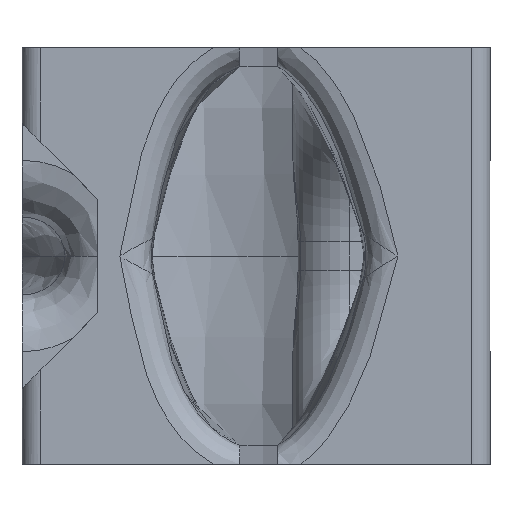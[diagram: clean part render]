
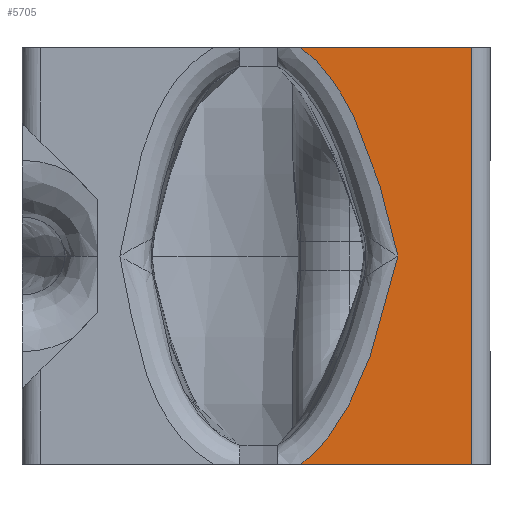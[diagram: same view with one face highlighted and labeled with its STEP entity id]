
A CAD part, left-side view. The second image highlights one B-rep face of the part: STEP entity #5705.
In plain terms, the highlighted planar face has unit normal (-1, 0, 0).
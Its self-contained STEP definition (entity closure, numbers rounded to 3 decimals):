
#56 = ORIENTED_EDGE ( 'NONE', *, *, #4669, .T. ) ;
#65 = CARTESIAN_POINT ( 'NONE',  ( 0., -1.536, 0. ) ) ;
#130 = ORIENTED_EDGE ( 'NONE', *, *, #5764, .T. ) ;
#234 = AXIS2_PLACEMENT_3D ( 'NONE', #1565, #3318, #5593 ) ;
#236 = CARTESIAN_POINT ( 'NONE',  ( 0., -0.518, -3.997 ) ) ;
#278 = FACE_OUTER_BOUND ( 'NONE', #5161, .T. ) ;
#312 = CARTESIAN_POINT ( 'NONE',  ( 0., 3.587, -11. ) ) ;
#525 = B_SPLINE_CURVE_WITH_KNOTS ( 'NONE', 3,
 ( #3300, #3748, #2442, #1088, #1523, #236, #1123, #698, #4642, #1972, #681, #5100, #2419, #312 ),
 .UNSPECIFIED., .F., .F.,
 ( 4, 2, 2, 2, 2, 2, 4 ),
 ( 0., 0.002, 0.003, 0.006, 0.009, 0.011, 0.012 ),
 .UNSPECIFIED. ) ;
#681 = CARTESIAN_POINT ( 'NONE',  ( 0., 2.111, -9.56 ) ) ;
#698 = CARTESIAN_POINT ( 'NONE',  ( 0., 0.553, -6.892 ) ) ;
#930 = ORIENTED_EDGE ( 'NONE', *, *, #1246, .T. ) ;
#1063 = VECTOR ( 'NONE', #3897, 1000. ) ;
#1088 = CARTESIAN_POINT ( 'NONE',  ( 0., -1.068, -2.009 ) ) ;
#1123 = CARTESIAN_POINT ( 'NONE',  ( 0., -0.202, -4.977 ) ) ;
#1246 = EDGE_CURVE ( 'NONE', #3841, #2791, #5207, .T. ) ;
#1296 = CARTESIAN_POINT ( 'NONE',  ( 0., 4.8, -11. ) ) ;
#1379 = VERTEX_POINT ( 'NONE', #3607 ) ;
#1505 = CARTESIAN_POINT ( 'NONE',  ( 0., -1.536, 0. ) ) ;
#1523 = CARTESIAN_POINT ( 'NONE',  ( 0., -0.937, -2.508 ) ) ;
#1546 = PLANE ( 'NONE',  #234 ) ;
#1565 = CARTESIAN_POINT ( 'NONE',  ( 0., -1.2, 10. ) ) ;
#1972 = CARTESIAN_POINT ( 'NONE',  ( 0., 1.81, -9.14 ) ) ;
#1985 = CARTESIAN_POINT ( 'NONE',  ( 0., 0.553, 6.892 ) ) ;
#2237 = VERTEX_POINT ( 'NONE', #3477 ) ;
#2353 = CARTESIAN_POINT ( 'NONE',  ( 0., 3.587, 11. ) ) ;
#2374 = CARTESIAN_POINT ( 'NONE',  ( 0., -1.425, 0.504 ) ) ;
#2419 = CARTESIAN_POINT ( 'NONE',  ( 0., 3.165, -10.696 ) ) ;
#2423 = DIRECTION ( 'NONE',  ( 0., 0., 1. ) ) ;
#2431 = CARTESIAN_POINT ( 'NONE',  ( 0., -1.068, 2.009 ) ) ;
#2442 = CARTESIAN_POINT ( 'NONE',  ( 0., -1.312, -1.007 ) ) ;
#2555 = LINE ( 'NONE', #3249, #3316 ) ;
#2578 = EDGE_CURVE ( 'NONE', #3841, #1379, #3422, .T. ) ;
#2710 = CARTESIAN_POINT ( 'NONE',  ( 0., -5.4, -11. ) ) ;
#2781 = ORIENTED_EDGE ( 'NONE', *, *, #3886, .T. ) ;
#2791 = VERTEX_POINT ( 'NONE', #65 ) ;
#3249 = CARTESIAN_POINT ( 'NONE',  ( 0., -5.4, 10. ) ) ;
#3271 = CARTESIAN_POINT ( 'NONE',  ( 0., 2.111, 9.56 ) ) ;
#3292 = CARTESIAN_POINT ( 'NONE',  ( 0., 3.165, 10.696 ) ) ;
#3300 = CARTESIAN_POINT ( 'NONE',  ( 0., -1.536, 0. ) ) ;
#3316 = VECTOR ( 'NONE', #2423, 1000. ) ;
#3318 = DIRECTION ( 'NONE',  ( -1., 0., 0. ) ) ;
#3422 = LINE ( 'NONE', #5682, #1063 ) ;
#3437 = CARTESIAN_POINT ( 'NONE',  ( 0., 3.587, 11. ) ) ;
#3477 = CARTESIAN_POINT ( 'NONE',  ( 0., 3.587, -11. ) ) ;
#3607 = CARTESIAN_POINT ( 'NONE',  ( 0., -5.4, 11. ) ) ;
#3708 = CARTESIAN_POINT ( 'NONE',  ( 0., -0.202, 4.977 ) ) ;
#3748 = CARTESIAN_POINT ( 'NONE',  ( 0., -1.425, -0.504 ) ) ;
#3755 = CARTESIAN_POINT ( 'NONE',  ( 0., 1.81, 9.14 ) ) ;
#3782 = CARTESIAN_POINT ( 'NONE',  ( 0., -0.518, 3.997 ) ) ;
#3841 = VERTEX_POINT ( 'NONE', #3437 ) ;
#3886 = EDGE_CURVE ( 'NONE', #2237, #5151, #4733, .T. ) ;
#3897 = DIRECTION ( 'NONE',  ( 0., -1., 0. ) ) ;
#4194 = ORIENTED_EDGE ( 'NONE', *, *, #2578, .F. ) ;
#4442 = DIRECTION ( 'NONE',  ( 0., -1., 0. ) ) ;
#4642 = CARTESIAN_POINT ( 'NONE',  ( 0., 0.992, -7.834 ) ) ;
#4652 = CARTESIAN_POINT ( 'NONE',  ( 0., 2.791, 10.341 ) ) ;
#4669 = EDGE_CURVE ( 'NONE', #5151, #1379, #2555, .T. ) ;
#4733 = LINE ( 'NONE', #1296, #5720 ) ;
#5100 = CARTESIAN_POINT ( 'NONE',  ( 0., 2.791, -10.341 ) ) ;
#5116 = CARTESIAN_POINT ( 'NONE',  ( 0., -0.937, 2.508 ) ) ;
#5151 = VERTEX_POINT ( 'NONE', #2710 ) ;
#5161 = EDGE_LOOP ( 'NONE', ( #930, #130, #2781, #56, #4194 ) ) ;
#5207 = B_SPLINE_CURVE_WITH_KNOTS ( 'NONE', 3,
 ( #2353, #3292, #4652, #3271, #3755, #5507, #1985, #3708, #3782, #5116, #2431, #5569, #2374, #1505 ),
 .UNSPECIFIED., .F., .F.,
 ( 4, 2, 2, 2, 2, 2, 4 ),
 ( 0., 0.002, 0.003, 0.006, 0.009, 0.011, 0.012 ),
 .UNSPECIFIED. ) ;
#5507 = CARTESIAN_POINT ( 'NONE',  ( 0., 0.992, 7.834 ) ) ;
#5569 = CARTESIAN_POINT ( 'NONE',  ( 0., -1.312, 1.007 ) ) ;
#5593 = DIRECTION ( 'NONE',  ( 0., 1., 0. ) ) ;
#5682 = CARTESIAN_POINT ( 'NONE',  ( 0., 4.8, 11. ) ) ;
#5705 = ADVANCED_FACE ( 'NONE', ( #278 ), #1546, .T. ) ;
#5720 = VECTOR ( 'NONE', #4442, 1000. ) ;
#5764 = EDGE_CURVE ( 'NONE', #2791, #2237, #525, .T. ) ;
